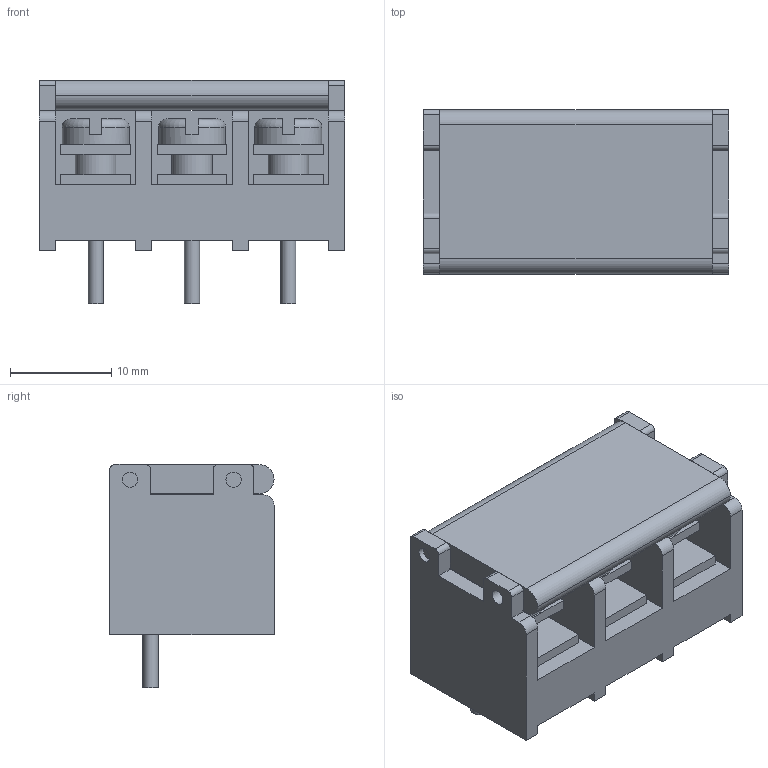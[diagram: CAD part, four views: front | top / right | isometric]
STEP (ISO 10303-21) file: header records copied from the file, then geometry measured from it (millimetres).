
FILE_DESCRIPTION( ( '' ), ' ' );
FILE_NAME( '5cc031cb7a1d12172263cada.step', '2019-04-24T09:52:13', ( '' ), ( '' ), ' ', ' ', ' ' );
FILE_SCHEMA( ( 'AUTOMOTIVE_DESIGN { 1 0 10303 214 1 1 1 1 }' ) );
Length unit declared in the file: metre
Products named in the file (5): cover; Part 4; Part 3; contact 1; body
Bounding box: 30.1 x 16.2 x 22 mm (x, y, z)
Volume: 5779.3 mm3; surface area: 5533.9 mm2
Topology: 5 solids, 5 shells, 169 faces, 441 edges, 293 vertices
Faces by surface type: plane 129, cylinder 34, torus 6
Full cylindrical faces by diameter (mm): 1.5 x12, 4 x3, 6.6 x3
Entity records: 6506 total; most frequent: CARTESIAN_POINT 962, DIRECTION 836, ORIENTED_EDGE 834, EDGE_CURVE 417, LINE 322, VECTOR 322, VERTEX_POINT 287, AXIS2_PLACEMENT_3D 257
